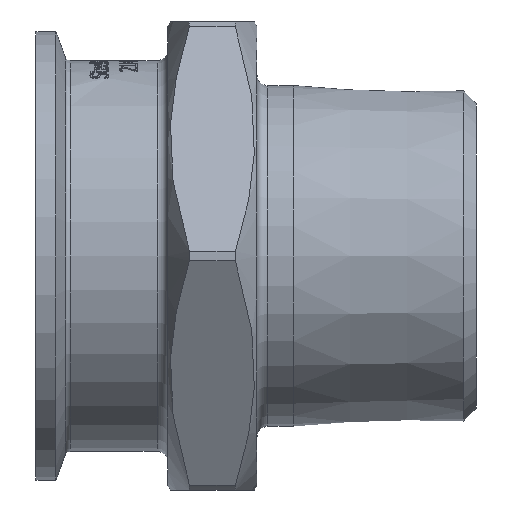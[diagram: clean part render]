
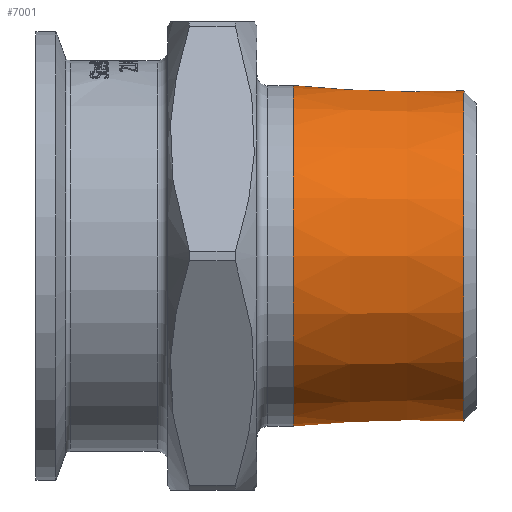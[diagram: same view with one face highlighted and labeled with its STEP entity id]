
A CAD part, front view. The second image highlights one B-rep face of the part: STEP entity #7001.
In plain terms, the highlighted conical face has half-angle 1.783 degrees and reference radius 23.871 mm.
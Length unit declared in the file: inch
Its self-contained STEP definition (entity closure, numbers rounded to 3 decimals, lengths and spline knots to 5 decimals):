
#28=CONICAL_SURFACE('',#7441,0.9398,1.783);
#117=FACE_BOUND('',#1277,.T.);
#844=FACE_OUTER_BOUND('',#1276,.T.);
#1276=EDGE_LOOP('',(#6502));
#1277=EDGE_LOOP('',(#6503));
#1486=CIRCLE('',#7440,0.92603);
#1487=CIRCLE('',#7442,0.95575);
#3447=VERTEX_POINT('',#15168);
#3448=VERTEX_POINT('',#15171);
#4478=EDGE_CURVE('',#3447,#3447,#1486,.T.);
#4479=EDGE_CURVE('',#3448,#3448,#1487,.T.);
#6502=ORIENTED_EDGE('',*,*,#4479,.T.);
#6503=ORIENTED_EDGE('',*,*,#4478,.F.);
#7001=ADVANCED_FACE('',(#844,#117),#28,.T.);
#7440=AXIS2_PLACEMENT_3D('',#15169,#8779,#8780);
#7441=AXIS2_PLACEMENT_3D('',#15170,#8781,#8782);
#7442=AXIS2_PLACEMENT_3D('',#15172,#8783,#8784);
#8779=DIRECTION('center_axis',(1.,0.,0.));
#8780=DIRECTION('ref_axis',(0.,-1.,0.));
#8781=DIRECTION('center_axis',(-1.,0.,0.));
#8782=DIRECTION('ref_axis',(0.,1.,0.));
#8783=DIRECTION('center_axis',(1.,0.,0.));
#8784=DIRECTION('ref_axis',(0.,1.,0.));
#15168=CARTESIAN_POINT('',(2.39903,0.92603,0.));
#15169=CARTESIAN_POINT('Origin',(2.39903,0.,
0.));
#15170=CARTESIAN_POINT('Origin',(1.95671,0.,
0.));
#15171=CARTESIAN_POINT('',(1.44441,0.95575,0.));
#15172=CARTESIAN_POINT('Origin',(1.44441,0.,
0.));
